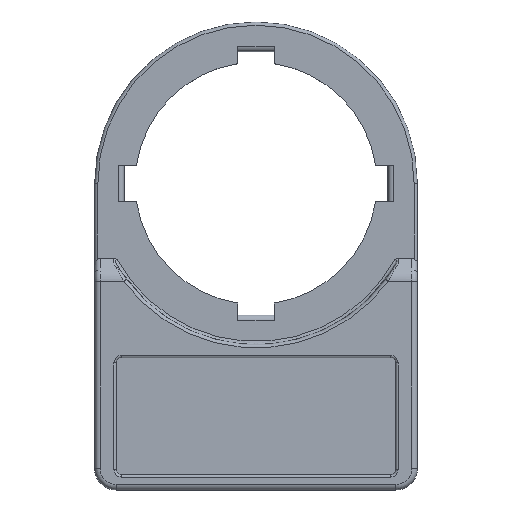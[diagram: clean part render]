
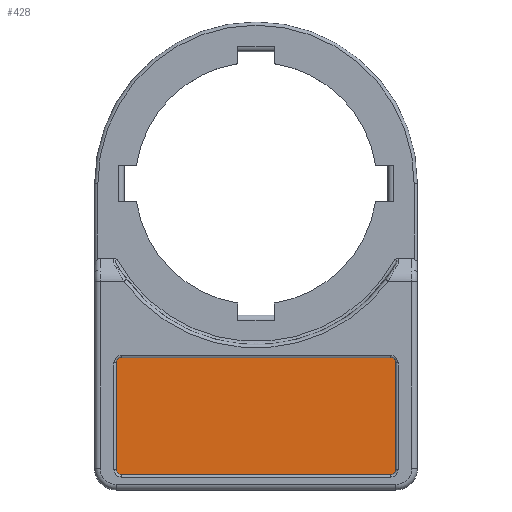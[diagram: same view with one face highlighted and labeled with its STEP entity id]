
A CAD part, top view. The second image highlights one B-rep face of the part: STEP entity #428.
In plain terms, the highlighted planar face has unit normal (0, 0, 1).
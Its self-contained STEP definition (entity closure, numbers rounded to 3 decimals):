
#32 = CIRCLE ( 'NONE', #2702, 0.5 ) ;
#126 = VERTEX_POINT ( 'NONE', #800 ) ;
#130 = EDGE_CURVE ( 'NONE', #2068, #1053, #3882, .T. ) ;
#148 = CARTESIAN_POINT ( 'NONE',  ( -13., 12.3, 2.8 ) ) ;
#171 = ORIENTED_EDGE ( 'NONE', *, *, #4630, .T. ) ;
#192 = LINE ( 'NONE', #148, #6617 ) ;
#263 = EDGE_CURVE ( 'NONE', #3025, #126, #3806, .T. ) ;
#428 = ADVANCED_FACE ( 'NONE', ( #5822 ), #1760, .T. ) ;
#628 = CARTESIAN_POINT ( 'NONE',  ( 12.5, 1.9, 2.8 ) ) ;
#717 = DIRECTION ( 'NONE',  ( 0., 0., 1. ) ) ;
#723 = ORIENTED_EDGE ( 'NONE', *, *, #7537, .T. ) ;
#738 = DIRECTION ( 'NONE',  ( 0., 0., 1. ) ) ;
#800 = CARTESIAN_POINT ( 'NONE',  ( -13., 11.8, 2.8 ) ) ;
#899 = CARTESIAN_POINT ( 'NONE',  ( 12.5, 1.4, 2.8 ) ) ;
#1029 = AXIS2_PLACEMENT_3D ( 'NONE', #3798, #717, #4954 ) ;
#1053 = VERTEX_POINT ( 'NONE', #899 ) ;
#1338 = CARTESIAN_POINT ( 'NONE',  ( -13., 1.9, 2.8 ) ) ;
#1393 = CIRCLE ( 'NONE', #2674, 0.5 ) ;
#1494 = VECTOR ( 'NONE', #5353, 1000. ) ;
#1689 = CARTESIAN_POINT ( 'NONE',  ( 13., 1.9, 2.8 ) ) ;
#1760 = PLANE ( 'NONE',  #6616 ) ;
#1774 = DIRECTION ( 'NONE',  ( 0., 0., 1. ) ) ;
#1791 = DIRECTION ( 'NONE',  ( 0., 1., 0. ) ) ;
#1800 = EDGE_CURVE ( 'NONE', #5965, #3025, #192, .T. ) ;
#2068 = VERTEX_POINT ( 'NONE', #2239 ) ;
#2184 = CARTESIAN_POINT ( 'NONE',  ( -13., 12.3, 2.8 ) ) ;
#2239 = CARTESIAN_POINT ( 'NONE',  ( -12.5, 1.4, 2.8 ) ) ;
#2243 = EDGE_CURVE ( 'NONE', #7278, #5965, #32, .T. ) ;
#2281 = VECTOR ( 'NONE', #1791, 1000. ) ;
#2396 = LINE ( 'NONE', #4806, #2281 ) ;
#2441 = CIRCLE ( 'NONE', #4835, 0.5 ) ;
#2504 = DIRECTION ( 'NONE',  ( 1., 0., 0. ) ) ;
#2674 = AXIS2_PLACEMENT_3D ( 'NONE', #4237, #1774, #4831 ) ;
#2702 = AXIS2_PLACEMENT_3D ( 'NONE', #3700, #738, #4214 ) ;
#2779 = LINE ( 'NONE', #2184, #1494 ) ;
#2811 = ORIENTED_EDGE ( 'NONE', *, *, #1800, .T. ) ;
#2959 = DIRECTION ( 'NONE',  ( 1., 0., 0. ) ) ;
#2969 = EDGE_CURVE ( 'NONE', #126, #3519, #2779, .T. ) ;
#3025 = VERTEX_POINT ( 'NONE', #3565 ) ;
#3483 = EDGE_LOOP ( 'NONE', ( #5812, #171, #3966, #3669, #2811, #3851, #7232, #723 ) ) ;
#3519 = VERTEX_POINT ( 'NONE', #1338 ) ;
#3565 = CARTESIAN_POINT ( 'NONE',  ( -12.5, 12.3, 2.8 ) ) ;
#3669 = ORIENTED_EDGE ( 'NONE', *, *, #2243, .T. ) ;
#3700 = CARTESIAN_POINT ( 'NONE',  ( 12.5, 11.8, 2.8 ) ) ;
#3798 = CARTESIAN_POINT ( 'NONE',  ( -12.5, 11.8, 2.8 ) ) ;
#3806 = CIRCLE ( 'NONE', #1029, 0.5 ) ;
#3851 = ORIENTED_EDGE ( 'NONE', *, *, #263, .T. ) ;
#3882 = LINE ( 'NONE', #4518, #6302 ) ;
#3966 = ORIENTED_EDGE ( 'NONE', *, *, #5547, .T. ) ;
#4182 = CARTESIAN_POINT ( 'NONE',  ( 0., 0., 2.8 ) ) ;
#4214 = DIRECTION ( 'NONE',  ( 1., 0., 0. ) ) ;
#4237 = CARTESIAN_POINT ( 'NONE',  ( -12.5, 1.9, 2.8 ) ) ;
#4492 = CARTESIAN_POINT ( 'NONE',  ( 13., 11.8, 2.8 ) ) ;
#4518 = CARTESIAN_POINT ( 'NONE',  ( -13., 1.4, 2.8 ) ) ;
#4630 = EDGE_CURVE ( 'NONE', #1053, #6161, #2441, .T. ) ;
#4806 = CARTESIAN_POINT ( 'NONE',  ( 13., 12.3, 2.8 ) ) ;
#4831 = DIRECTION ( 'NONE',  ( 1., 0., 0. ) ) ;
#4835 = AXIS2_PLACEMENT_3D ( 'NONE', #628, #4872, #2504 ) ;
#4872 = DIRECTION ( 'NONE',  ( 0., 0., 1. ) ) ;
#4954 = DIRECTION ( 'NONE',  ( 1., 0., 0. ) ) ;
#5341 = DIRECTION ( 'NONE',  ( 0., 0., 1. ) ) ;
#5353 = DIRECTION ( 'NONE',  ( 0., -1., 0. ) ) ;
#5547 = EDGE_CURVE ( 'NONE', #6161, #7278, #2396, .T. ) ;
#5812 = ORIENTED_EDGE ( 'NONE', *, *, #130, .T. ) ;
#5822 = FACE_OUTER_BOUND ( 'NONE', #3483, .T. ) ;
#5965 = VERTEX_POINT ( 'NONE', #7500 ) ;
#6161 = VERTEX_POINT ( 'NONE', #1689 ) ;
#6228 = DIRECTION ( 'NONE',  ( 1., 0., 0. ) ) ;
#6302 = VECTOR ( 'NONE', #6228, 1000. ) ;
#6616 = AXIS2_PLACEMENT_3D ( 'NONE', #4182, #5341, #2959 ) ;
#6617 = VECTOR ( 'NONE', #6734, 1000. ) ;
#6734 = DIRECTION ( 'NONE',  ( -1., 0., 0. ) ) ;
#7232 = ORIENTED_EDGE ( 'NONE', *, *, #2969, .T. ) ;
#7278 = VERTEX_POINT ( 'NONE', #4492 ) ;
#7500 = CARTESIAN_POINT ( 'NONE',  ( 12.5, 12.3, 2.8 ) ) ;
#7537 = EDGE_CURVE ( 'NONE', #3519, #2068, #1393, .T. ) ;
